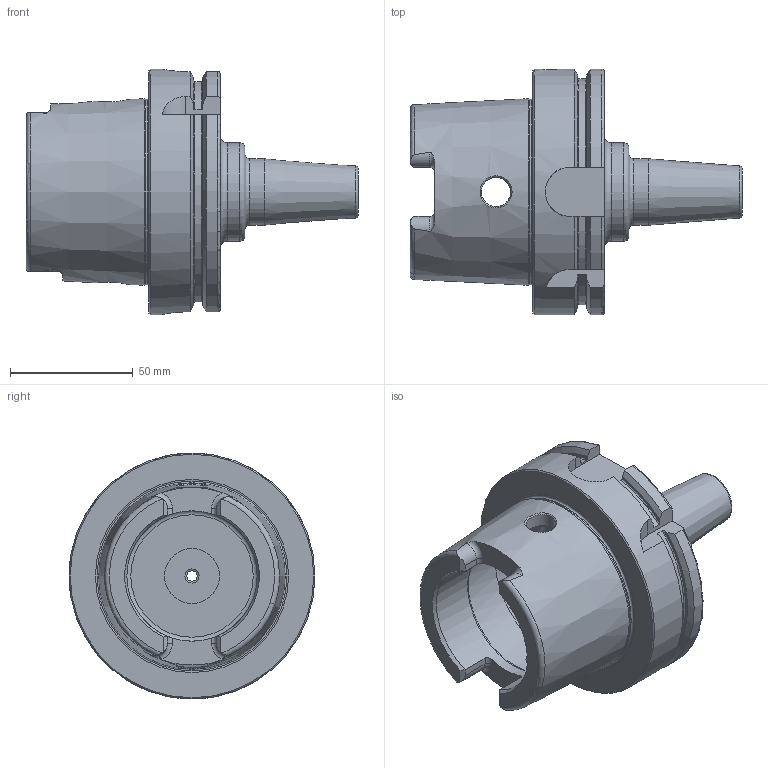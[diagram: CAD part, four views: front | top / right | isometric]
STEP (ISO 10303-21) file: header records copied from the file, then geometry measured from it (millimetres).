
FILE_DESCRIPTION(/* description */ (''),/* implementation_level */ '2;1');
FILE_NAME(/* name */ 'VR111JR_HSK100A-SFH6CR-85.stp',/* time_stamp */ '2024-02-06T11:22:20+09:00',/* author */ ('YSH'),/* organization */ (''),/* preprocessor_version */ 'ST-DEVELOPER v20',/* originating_system */ 'Autodesk Inventor 2024',/* authorisation */ '');
FILE_SCHEMA (('AUTOMOTIVE_DESIGN { 1 0 10303 214 3 1 1 }'));
Length unit declared in the file: millimetre
Products named in the file (1): LO-HSK100A-SFH6CR-85
Bounding box: 135 x 100 x 100 mm (x, y, z)
Volume: 287030.1 mm3; surface area: 55412.2 mm2
Topology: 1 solids, 1 shells, 123 faces, 327 edges, 212 vertices
Faces by surface type: plane 39, cylinder 37, torus 28, cone 17, bspline 2
Full cylindrical faces by diameter (mm): 2.459 x2, 4.3 x1, 6 x1, 7.2 x1, 10 x1, 12 x2, 22.376 x1, 25 x1, 27 x1, 40 x1, 53 x2, 63 x1, 75.415 x1, 100 x1
Entity records: 4634 total; most frequent: CARTESIAN_POINT 1539, DIRECTION 651, ORIENTED_EDGE 650, EDGE_CURVE 325, AXIS2_PLACEMENT_3D 272, VERTEX_POINT 212, CIRCLE 140, EDGE_LOOP 137
